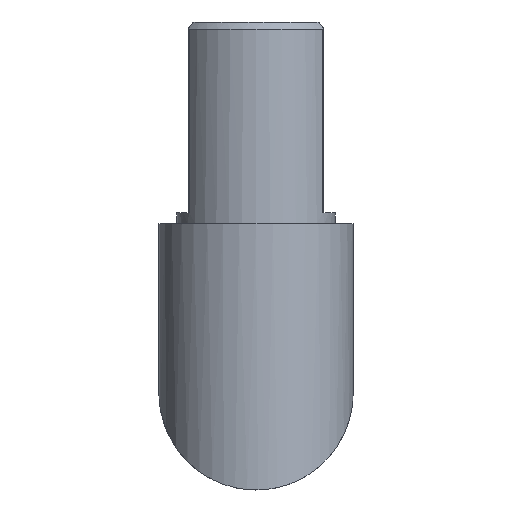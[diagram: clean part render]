
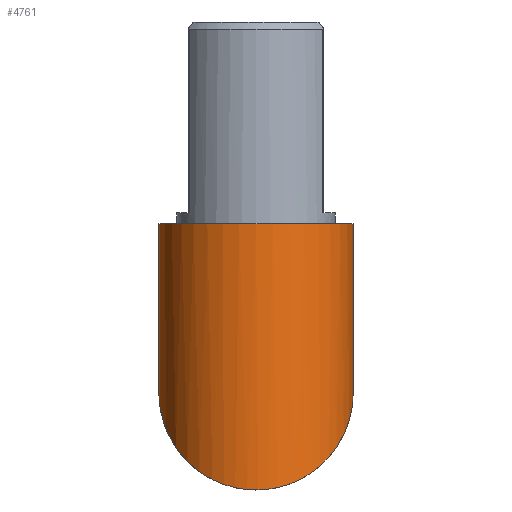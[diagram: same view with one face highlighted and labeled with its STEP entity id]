
A CAD part, front view. The second image highlights one B-rep face of the part: STEP entity #4761.
In plain terms, the highlighted cylindrical face has radius 13.5 mm (diameter 27 mm), a partial arc.
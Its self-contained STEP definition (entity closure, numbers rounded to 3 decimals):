
#74 = CARTESIAN_POINT ( 'NONE',  ( -13.5, 13.5, -23.5 ) ) ;
#216 = CARTESIAN_POINT ( 'NONE',  ( 13.5, 13.5, -23.5 ) ) ;
#494 = CARTESIAN_POINT ( 'NONE',  ( 0., 13.5, 0. ) ) ;
#587 = EDGE_LOOP ( 'NONE', ( #7521, #6314, #5443, #4902 ) ) ;
#891 = CARTESIAN_POINT ( 'NONE',  ( -13.5, 13.5, -61.636 ) ) ;
#978 = VERTEX_POINT ( 'NONE', #8855 ) ;
#1275 = CARTESIAN_POINT ( 'NONE',  ( 13.5, 13.5, -23.5 ) ) ;
#1677 = DIRECTION ( 'NONE',  ( 1., 0., 0. ) ) ;
#2120 = CARTESIAN_POINT ( 'NONE',  ( 0., 13.5, -61.636 ) ) ;
#2589 = EDGE_CURVE ( 'NONE', #7379, #3267, #7474, .T. ) ;
#3214 = FACE_OUTER_BOUND ( 'NONE', #587, .T. ) ;
#3267 = VERTEX_POINT ( 'NONE', #8048 ) ;
#3768 = CIRCLE ( 'NONE', #14437, 13.5 ) ;
#4441 = EDGE_CURVE ( 'NONE', #13113, #7379, #8344, .T. ) ;
#4511 = VECTOR ( 'NONE', #10110, 1000. ) ;
#4724 = EDGE_CURVE ( 'NONE', #13113, #978, #10170, .T. ) ;
#4761 = ADVANCED_FACE ( 'NONE', ( #3214 ), #8793, .T. ) ;
#4902 = ORIENTED_EDGE ( 'NONE', *, *, #10085, .F. ) ;
#4932 = CARTESIAN_POINT ( 'NONE',  ( -13.5, 13.5, -23.5 ) ) ;
#5443 = ORIENTED_EDGE ( 'NONE', *, *, #2589, .T. ) ;
#6314 = ORIENTED_EDGE ( 'NONE', *, *, #4441, .T. ) ;
#6959 = CARTESIAN_POINT ( 'NONE',  ( -13.5, -13.5, -50.5 ) ) ;
#7379 = VERTEX_POINT ( 'NONE', #216 ) ;
#7474 = LINE ( 'NONE', #9823, #4511 ) ;
#7521 = ORIENTED_EDGE ( 'NONE', *, *, #4724, .F. ) ;
#8048 = CARTESIAN_POINT ( 'NONE',  ( 13.5, 13.5, 0. ) ) ;
#8058 = CARTESIAN_POINT ( 'NONE',  ( 13.5, -13.5, -50.5 ) ) ;
#8344 =( BOUNDED_CURVE ( )  B_SPLINE_CURVE ( 3, ( #74, #6959, #8058, #1275 ),
 .UNSPECIFIED., .F., .F. ) 
 B_SPLINE_CURVE_WITH_KNOTS ( ( 4, 4 ),
 ( 1.571, 4.712 ),
 .UNSPECIFIED. ) 
 CURVE ( )  GEOMETRIC_REPRESENTATION_ITEM ( )  RATIONAL_B_SPLINE_CURVE ( ( 1., 0.333, 0.333, 1. ) ) 
 REPRESENTATION_ITEM ( '' )  );
#8436 = DIRECTION ( 'NONE',  ( 0., 0., 1. ) ) ;
#8793 = CYLINDRICAL_SURFACE ( 'NONE', #10363, 13.5 ) ;
#8855 = CARTESIAN_POINT ( 'NONE',  ( -13.5, 13.5, 0. ) ) ;
#8859 = DIRECTION ( 'NONE',  ( 1., 0., 0. ) ) ;
#9501 = VECTOR ( 'NONE', #11028, 1000. ) ;
#9823 = CARTESIAN_POINT ( 'NONE',  ( 13.5, 13.5, -61.636 ) ) ;
#9971 = DIRECTION ( 'NONE',  ( 0., 0., 1. ) ) ;
#10085 = EDGE_CURVE ( 'NONE', #978, #3267, #3768, .T. ) ;
#10110 = DIRECTION ( 'NONE',  ( 0., 0., 1. ) ) ;
#10170 = LINE ( 'NONE', #891, #9501 ) ;
#10363 = AXIS2_PLACEMENT_3D ( 'NONE', #2120, #9971, #8859 ) ;
#11028 = DIRECTION ( 'NONE',  ( 0., 0., 1. ) ) ;
#13113 = VERTEX_POINT ( 'NONE', #4932 ) ;
#14437 = AXIS2_PLACEMENT_3D ( 'NONE', #494, #8436, #1677 ) ;
